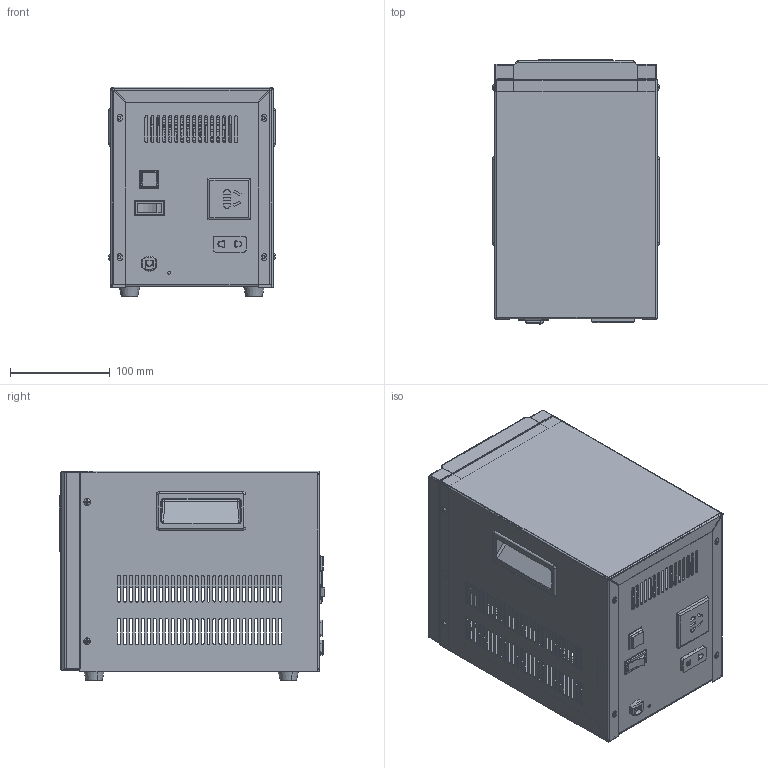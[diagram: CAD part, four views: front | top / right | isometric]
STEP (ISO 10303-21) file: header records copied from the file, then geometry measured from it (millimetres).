
FILE_DESCRIPTION (( 'STEP AP214' ), '1' );
FILE_NAME ('NCR-1KVA三维图-202508.STEP', '2025-08-19T08:00:45', ( 'China' ), ( 'Home' ), 'SwSTEP 2.0', 'SolidWorks 2020', '' );
FILE_SCHEMA (( 'AUTOMOTIVE_DESIGN' ));
Length unit declared in the file: millimetre
Products named in the file (17): 珆尨そ蚾饜; NCR-1K醱啣1; 弊梓拻脣; 偌聽; 10A摒倰羲壽; 婦蚾蹟隊; NCR-1KVA三维图-202508; 萇埭縐諶1k; 謗脣; TND-0.5k砎々褐10.33MM; NCR-1K嶺踐; 5K枑忒; 50℅72LED珆尨そ; 桶遺; NCR-1K脯啣; NCR-1K裔赽; NCR-1K綴啣
Assembly tree (24 placements, depth 3):
  NCR-1KVA三维图-202508
    NCR-1K綴啣
    NCR-1K醱啣1
    NCR-1K裔赽
    TND-0.5k砎々褐10.33MM  x4
    謗脣
    10A摒倰羲壽
    弊梓拻脣
    珆尨そ蚾饜
      桶遺
    NCR-1K嶺踐  x2
    NCR-1K脯啣
    偌聽
    5K枑忒  x2
    婦蚾蹟隊  x4
    50℅72LED珆尨そ
    萇埭縐諶1k
Bounding box: 167 x 266.68 x 210.64 mm (x, y, z)
Volume: 364243.4 mm3; surface area: 700136.8 mm2
Topology: 23 solids, 23 shells, 3034 faces, 7958 edges, 5129 vertices
Faces by surface type: plane 1765, cylinder 795, bspline 337, torus 74, cone 51, sphere 12
Entity records: 120158 total; most frequent: CARTESIAN_POINT 28147, ORIENTED_EDGE 14928, DIRECTION 13278, EDGE_CURVE 7464, LINE 5220, VECTOR 5220, VERTEX_POINT 4832, AXIS2_PLACEMENT_3D 4029
